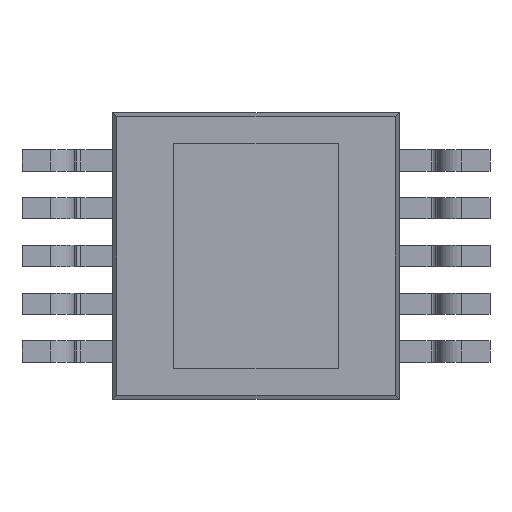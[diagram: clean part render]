
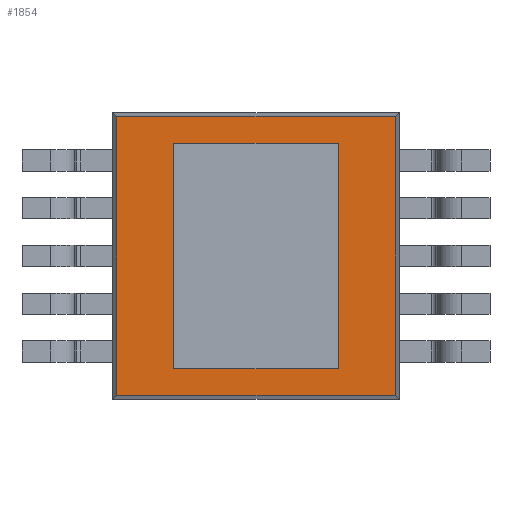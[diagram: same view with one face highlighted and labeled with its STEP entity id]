
A CAD part, front view. The second image highlights one B-rep face of the part: STEP entity #1854.
In plain terms, the highlighted planar face has unit normal (0, -1, 0).
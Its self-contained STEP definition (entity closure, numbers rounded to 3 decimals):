
#37 = CARTESIAN_POINT ( 'NONE',  ( -1.458, 0.3, -1.458 ) ) ;
#79 = VECTOR ( 'NONE', #1398, 1000. ) ;
#128 = LINE ( 'NONE', #3900, #3126 ) ;
#198 = DIRECTION ( 'NONE',  ( -1., 0., 0. ) ) ;
#218 = EDGE_CURVE ( 'NONE', #3739, #220, #877, .T. ) ;
#220 = VERTEX_POINT ( 'NONE', #2481 ) ;
#283 = VECTOR ( 'NONE', #2123, 1000. ) ;
#306 = CARTESIAN_POINT ( 'NONE',  ( 1.5, 0.3, 1.458 ) ) ;
#345 = CARTESIAN_POINT ( 'NONE',  ( -0.864, 0.3, -1.181 ) ) ;
#448 = EDGE_CURVE ( 'NONE', #4142, #2402, #1730, .T. ) ;
#584 = VERTEX_POINT ( 'NONE', #849 ) ;
#849 = CARTESIAN_POINT ( 'NONE',  ( -1.458, 0.3, 1.458 ) ) ;
#877 = LINE ( 'NONE', #4426, #2043 ) ;
#950 = VECTOR ( 'NONE', #198, 1000. ) ;
#1028 = LINE ( 'NONE', #1546, #1392 ) ;
#1104 = PLANE ( 'NONE',  #3059 ) ;
#1170 = FACE_BOUND ( 'NONE', #3559, .T. ) ;
#1242 = EDGE_CURVE ( 'NONE', #4722, #3739, #128, .T. ) ;
#1376 = CARTESIAN_POINT ( 'NONE',  ( 0.864, 0.3, 1.181 ) ) ;
#1392 = VECTOR ( 'NONE', #4254, 1000. ) ;
#1398 = DIRECTION ( 'NONE',  ( 0., 0., 1. ) ) ;
#1536 = DIRECTION ( 'NONE',  ( 1., 0., 0. ) ) ;
#1546 = CARTESIAN_POINT ( 'NONE',  ( -0.864, 0.3, -1.181 ) ) ;
#1730 = LINE ( 'NONE', #2996, #79 ) ;
#1801 = ORIENTED_EDGE ( 'NONE', *, *, #1242, .F. ) ;
#1809 = ORIENTED_EDGE ( 'NONE', *, *, #2624, .T. ) ;
#1854 = ADVANCED_FACE ( 'NONE', ( #1170, #4401 ), #1104, .T. ) ;
#1958 = ORIENTED_EDGE ( 'NONE', *, *, #448, .T. ) ;
#2000 = CARTESIAN_POINT ( 'NONE',  ( 0.864, 0.3, -1.181 ) ) ;
#2043 = VECTOR ( 'NONE', #4808, 1000. ) ;
#2096 = DIRECTION ( 'NONE',  ( 1., 0., 0. ) ) ;
#2123 = DIRECTION ( 'NONE',  ( 0., 0., -1. ) ) ;
#2126 = VECTOR ( 'NONE', #3067, 1000. ) ;
#2222 = VERTEX_POINT ( 'NONE', #3683 ) ;
#2296 = EDGE_CURVE ( 'NONE', #3293, #4142, #3851, .T. ) ;
#2402 = VERTEX_POINT ( 'NONE', #4065 ) ;
#2480 = LINE ( 'NONE', #1376, #950 ) ;
#2481 = CARTESIAN_POINT ( 'NONE',  ( 0.864, 0.3, 1.181 ) ) ;
#2624 = EDGE_CURVE ( 'NONE', #2402, #584, #4702, .T. ) ;
#2698 = DIRECTION ( 'NONE',  ( 0., 0., -1. ) ) ;
#2996 = CARTESIAN_POINT ( 'NONE',  ( 1.458, 0.3, -1.5 ) ) ;
#3029 = CARTESIAN_POINT ( 'NONE',  ( 0., 0.3, 0. ) ) ;
#3059 = AXIS2_PLACEMENT_3D ( 'NONE', #3029, #4635, #2698 ) ;
#3067 = DIRECTION ( 'NONE',  ( -1., 0., 0. ) ) ;
#3126 = VECTOR ( 'NONE', #1536, 1000. ) ;
#3221 = EDGE_CURVE ( 'NONE', #2222, #4722, #1028, .T. ) ;
#3293 = VERTEX_POINT ( 'NONE', #37 ) ;
#3294 = CARTESIAN_POINT ( 'NONE',  ( -1.5, 0.3, -1.458 ) ) ;
#3559 = EDGE_LOOP ( 'NONE', ( #3652, #5012, #4665, #1801 ) ) ;
#3640 = LINE ( 'NONE', #4355, #283 ) ;
#3652 = ORIENTED_EDGE ( 'NONE', *, *, #3221, .F. ) ;
#3683 = CARTESIAN_POINT ( 'NONE',  ( -0.864, 0.3, 1.181 ) ) ;
#3739 = VERTEX_POINT ( 'NONE', #2000 ) ;
#3750 = EDGE_LOOP ( 'NONE', ( #4596, #1958, #1809, #4198 ) ) ;
#3851 = LINE ( 'NONE', #3294, #4031 ) ;
#3857 = EDGE_CURVE ( 'NONE', #584, #3293, #3640, .T. ) ;
#3900 = CARTESIAN_POINT ( 'NONE',  ( 0.864, 0.3, -1.181 ) ) ;
#3970 = EDGE_CURVE ( 'NONE', #220, #2222, #2480, .T. ) ;
#4031 = VECTOR ( 'NONE', #2096, 1000. ) ;
#4065 = CARTESIAN_POINT ( 'NONE',  ( 1.458, 0.3, 1.458 ) ) ;
#4142 = VERTEX_POINT ( 'NONE', #5014 ) ;
#4198 = ORIENTED_EDGE ( 'NONE', *, *, #3857, .T. ) ;
#4254 = DIRECTION ( 'NONE',  ( 0., 0., -1. ) ) ;
#4355 = CARTESIAN_POINT ( 'NONE',  ( -1.458, 0.3, 1.5 ) ) ;
#4401 = FACE_OUTER_BOUND ( 'NONE', #3750, .T. ) ;
#4426 = CARTESIAN_POINT ( 'NONE',  ( 0.864, 0.3, -1.181 ) ) ;
#4596 = ORIENTED_EDGE ( 'NONE', *, *, #2296, .T. ) ;
#4635 = DIRECTION ( 'NONE',  ( 0., -1., 0. ) ) ;
#4665 = ORIENTED_EDGE ( 'NONE', *, *, #218, .F. ) ;
#4702 = LINE ( 'NONE', #306, #2126 ) ;
#4722 = VERTEX_POINT ( 'NONE', #345 ) ;
#4808 = DIRECTION ( 'NONE',  ( 0., 0., 1. ) ) ;
#5012 = ORIENTED_EDGE ( 'NONE', *, *, #3970, .F. ) ;
#5014 = CARTESIAN_POINT ( 'NONE',  ( 1.458, 0.3, -1.458 ) ) ;
